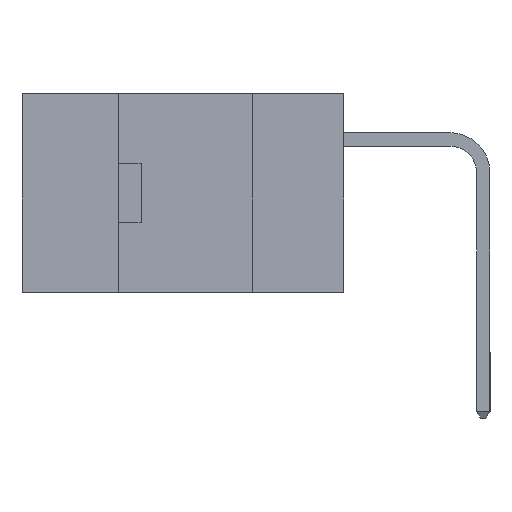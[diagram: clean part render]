
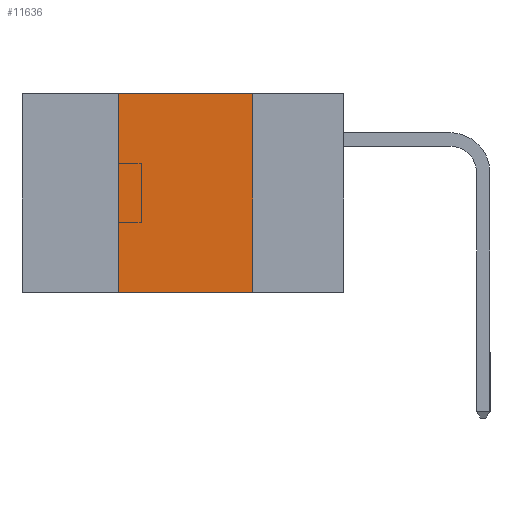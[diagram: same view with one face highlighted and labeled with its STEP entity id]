
A CAD part, left-side view. The second image highlights one B-rep face of the part: STEP entity #11636.
In plain terms, the highlighted planar face has unit normal (-1, 0, 0).
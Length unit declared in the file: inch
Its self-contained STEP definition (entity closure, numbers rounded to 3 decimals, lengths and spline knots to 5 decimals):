
#1122 = VERTEX_POINT ( 'NONE', #19569 ) ;
#1225 = DIRECTION ( 'NONE',  ( 0., 0., -1. ) ) ;
#1481 = LINE ( 'NONE', #3458, #1581 ) ;
#1581 = VECTOR ( 'NONE', #1225, 39.37008 ) ;
#1991 = LINE ( 'NONE', #25316, #2351 ) ;
#2248 = ORIENTED_EDGE ( 'NONE', *, *, #19091, .T. ) ;
#2351 = VECTOR ( 'NONE', #6210, 39.37008 ) ;
#3458 = CARTESIAN_POINT ( 'NONE',  ( 0., 0.17, -0.37 ) ) ;
#6210 = DIRECTION ( 'NONE',  ( 0., -1., 0. ) ) ;
#6999 = ORIENTED_EDGE ( 'NONE', *, *, #17146, .F. ) ;
#7799 = VERTEX_POINT ( 'NONE', #18208 ) ;
#8400 = CARTESIAN_POINT ( 'NONE',  ( 0., 0.42, -0.37 ) ) ;
#9239 = ORIENTED_EDGE ( 'NONE', *, *, #24456, .F. ) ;
#9344 = CARTESIAN_POINT ( 'NONE',  ( 0., 0.6, 0. ) ) ;
#11438 = PLANE ( 'NONE',  #23803 ) ;
#11636 = ADVANCED_FACE ( 'NONE', ( #15626 ), #11438, .F. ) ;
#15626 = FACE_OUTER_BOUND ( 'NONE', #17546, .T. ) ;
#17087 = VECTOR ( 'NONE', #22279, 39.37008 ) ;
#17146 = EDGE_CURVE ( 'NONE', #7799, #21001, #1991, .T. ) ;
#17325 = CARTESIAN_POINT ( 'NONE',  ( 0., 0.17, 0. ) ) ;
#17546 = EDGE_LOOP ( 'NONE', ( #21568, #6999, #9239, #2248 ) ) ;
#18131 = VERTEX_POINT ( 'NONE', #21383 ) ;
#18208 = CARTESIAN_POINT ( 'NONE',  ( 0., 0.42, 0. ) ) ;
#18351 = CARTESIAN_POINT ( 'NONE',  ( 0., 0.6, -0.37 ) ) ;
#19091 = EDGE_CURVE ( 'NONE', #18131, #1122, #26508, .T. ) ;
#19569 = CARTESIAN_POINT ( 'NONE',  ( 0., 0.17, -0.37 ) ) ;
#20057 = DIRECTION ( 'NONE',  ( 1., 0., 0. ) ) ;
#21001 = VERTEX_POINT ( 'NONE', #17325 ) ;
#21208 = DIRECTION ( 'NONE',  ( 0., 0., 1. ) ) ;
#21383 = CARTESIAN_POINT ( 'NONE',  ( 0., 0.42, -0.37 ) ) ;
#21568 = ORIENTED_EDGE ( 'NONE', *, *, #22035, .F. ) ;
#22035 = EDGE_CURVE ( 'NONE', #21001, #1122, #1481, .T. ) ;
#22279 = DIRECTION ( 'NONE',  ( 0., -1., 0. ) ) ;
#23803 = AXIS2_PLACEMENT_3D ( 'NONE', #9344, #20057, #26819 ) ;
#24456 = EDGE_CURVE ( 'NONE', #18131, #7799, #27374, .T. ) ;
#24854 = VECTOR ( 'NONE', #21208, 39.37008 ) ;
#25316 = CARTESIAN_POINT ( 'NONE',  ( 0., 0.6, 0. ) ) ;
#26508 = LINE ( 'NONE', #18351, #17087 ) ;
#26819 = DIRECTION ( 'NONE',  ( 0., 0., -1. ) ) ;
#27374 = LINE ( 'NONE', #8400, #24854 ) ;
